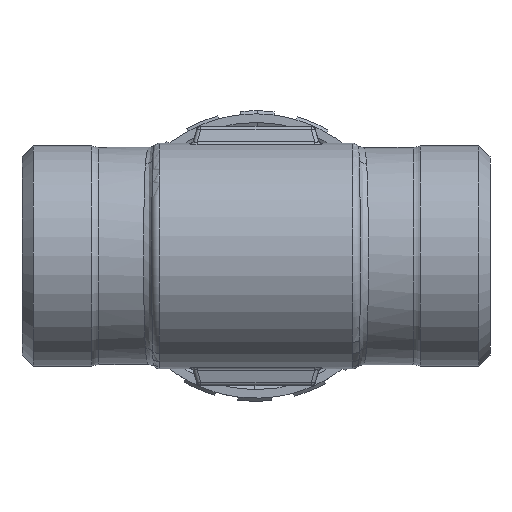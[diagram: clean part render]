
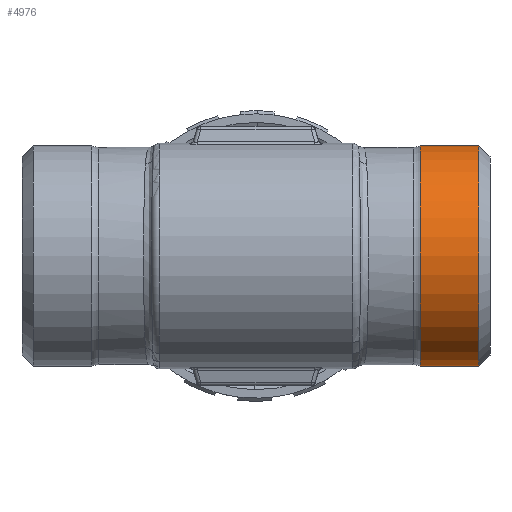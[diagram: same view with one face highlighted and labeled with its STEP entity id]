
A CAD part, front view. The second image highlights one B-rep face of the part: STEP entity #4976.
In plain terms, the highlighted cylindrical face has radius 13.2 mm (diameter 26.4 mm), a partial arc.
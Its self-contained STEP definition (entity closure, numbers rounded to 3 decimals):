
#23 = CARTESIAN_POINT ( 'NONE',  ( 26.65, 0., 13.2 ) ) ;
#1401 = AXIS2_PLACEMENT_3D ( 'NONE', #16137, #6853, #9363 ) ;
#1666 = DIRECTION ( 'NONE',  ( -1., 0., 0. ) ) ;
#2144 = DIRECTION ( 'NONE',  ( 0., 0., 1. ) ) ;
#3070 = VECTOR ( 'NONE', #6455, 1000. ) ;
#3780 = ORIENTED_EDGE ( 'NONE', *, *, #13684, .T. ) ;
#3828 = LINE ( 'NONE', #6441, #3070 ) ;
#3899 = VERTEX_POINT ( 'NONE', #7634 ) ;
#3955 = ORIENTED_EDGE ( 'NONE', *, *, #10047, .F. ) ;
#4582 = CARTESIAN_POINT ( 'NONE',  ( 26.65, 0., 0. ) ) ;
#4976 = ADVANCED_FACE ( 'NONE', ( #6044 ), #5705, .T. ) ;
#5361 = VERTEX_POINT ( 'NONE', #11622 ) ;
#5705 = CYLINDRICAL_SURFACE ( 'NONE', #13822, 13.2 ) ;
#6044 = FACE_OUTER_BOUND ( 'NONE', #8827, .T. ) ;
#6441 = CARTESIAN_POINT ( 'NONE',  ( 0., 0., -13.2 ) ) ;
#6455 = DIRECTION ( 'NONE',  ( -1., 0., 0. ) ) ;
#6601 = EDGE_CURVE ( 'NONE', #10776, #3899, #15242, .T. ) ;
#6853 = DIRECTION ( 'NONE',  ( 1., 0., 0. ) ) ;
#6941 = DIRECTION ( 'NONE',  ( 0., 0., 1. ) ) ;
#7634 = CARTESIAN_POINT ( 'NONE',  ( 19.668, 0., 13.2 ) ) ;
#8613 = AXIS2_PLACEMENT_3D ( 'NONE', #4582, #14374, #6941 ) ;
#8827 = EDGE_LOOP ( 'NONE', ( #3955, #3780, #10849, #12150 ) ) ;
#9363 = DIRECTION ( 'NONE',  ( 0., 0., 1. ) ) ;
#9533 = CARTESIAN_POINT ( 'NONE',  ( 19.668, 0., -13.2 ) ) ;
#10047 = EDGE_CURVE ( 'NONE', #5361, #11004, #3828, .T. ) ;
#10776 = VERTEX_POINT ( 'NONE', #23 ) ;
#10849 = ORIENTED_EDGE ( 'NONE', *, *, #6601, .T. ) ;
#10884 = CARTESIAN_POINT ( 'NONE',  ( 0., 0., 0. ) ) ;
#11004 = VERTEX_POINT ( 'NONE', #9533 ) ;
#11622 = CARTESIAN_POINT ( 'NONE',  ( 26.65, 0., -13.2 ) ) ;
#11958 = CARTESIAN_POINT ( 'NONE',  ( 0., 0., 13.2 ) ) ;
#12010 = DIRECTION ( 'NONE',  ( -1., 0., 0. ) ) ;
#12150 = ORIENTED_EDGE ( 'NONE', *, *, #13179, .T. ) ;
#13179 = EDGE_CURVE ( 'NONE', #3899, #11004, #13906, .T. ) ;
#13684 = EDGE_CURVE ( 'NONE', #5361, #10776, #14686, .T. ) ;
#13822 = AXIS2_PLACEMENT_3D ( 'NONE', #10884, #1666, #2144 ) ;
#13906 = CIRCLE ( 'NONE', #1401, 13.2 ) ;
#14374 = DIRECTION ( 'NONE',  ( -1., 0., 0. ) ) ;
#14636 = VECTOR ( 'NONE', #12010, 1000. ) ;
#14686 = CIRCLE ( 'NONE', #8613, 13.2 ) ;
#15242 = LINE ( 'NONE', #11958, #14636 ) ;
#16137 = CARTESIAN_POINT ( 'NONE',  ( 19.668, 0., 0. ) ) ;
